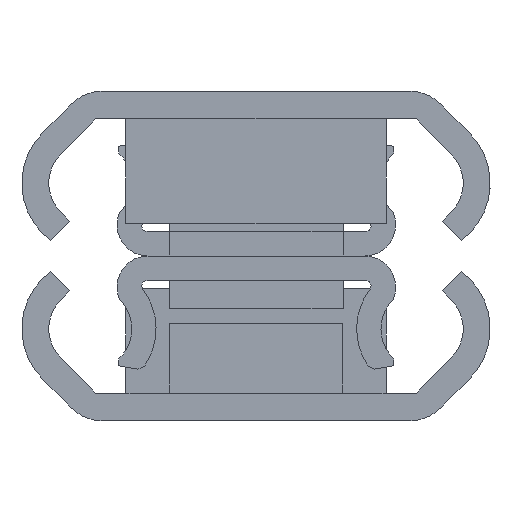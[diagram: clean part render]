
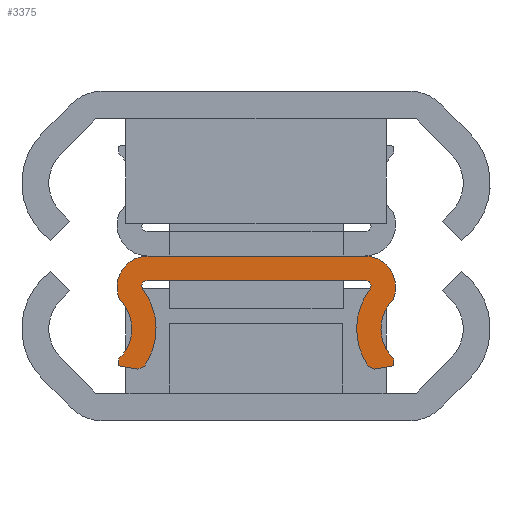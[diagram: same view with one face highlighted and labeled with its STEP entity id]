
A CAD part, left-side view. The second image highlights one B-rep face of the part: STEP entity #3375.
In plain terms, the highlighted planar face has unit normal (-1, 0, 0).
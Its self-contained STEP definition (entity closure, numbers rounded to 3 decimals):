
#37 = ORIENTED_EDGE ( 'NONE', *, *, #1883, .T. ) ;
#38 = ORIENTED_EDGE ( 'NONE', *, *, #707, .T. ) ;
#39 = ORIENTED_EDGE ( 'NONE', *, *, #3344, .T. ) ;
#40 = ORIENTED_EDGE ( 'NONE', *, *, #3342, .T. ) ;
#41 = ORIENTED_EDGE ( 'NONE', *, *, #3340, .T. ) ;
#42 = ORIENTED_EDGE ( 'NONE', *, *, #3338, .T. ) ;
#43 = ORIENTED_EDGE ( 'NONE', *, *, #3328, .T. ) ;
#44 = ORIENTED_EDGE ( 'NONE', *, *, #3722, .T. ) ;
#45 = ORIENTED_EDGE ( 'NONE', *, *, #3716, .T. ) ;
#46 = ORIENTED_EDGE ( 'NONE', *, *, #3753, .T. ) ;
#47 = ORIENTED_EDGE ( 'NONE', *, *, #1886, .T. ) ;
#48 = ORIENTED_EDGE ( 'NONE', *, *, #3669, .T. ) ;
#56 = ORIENTED_EDGE ( 'NONE', *, *, #3674, .T. ) ;
#68 = ORIENTED_EDGE ( 'NONE', *, *, #3719, .T. ) ;
#297 = ORIENTED_EDGE ( 'NONE', *, *, #3713, .T. ) ;
#298 = ORIENTED_EDGE ( 'NONE', *, *, #3671, .T. ) ;
#342 = CARTESIAN_POINT ( 'NONE',  ( -230.65, 6.831, -6.522 ) ) ;
#348 = CARTESIAN_POINT ( 'NONE',  ( -230.65, 7.931, -6.328 ) ) ;
#357 = CARTESIAN_POINT ( 'NONE',  ( -230.65, 7.931, -5.934 ) ) ;
#360 = CARTESIAN_POINT ( 'NONE',  ( -230.65, 7.879, -2.517 ) ) ;
#549 = DIRECTION ( 'NONE',  ( 0., 0., 1. ) ) ;
#550 = CARTESIAN_POINT ( 'NONE',  ( -230.65, -7.931, -5.934 ) ) ;
#596 = CARTESIAN_POINT ( 'NONE',  ( -230.65, 6.297, -1.4 ) ) ;
#608 = CARTESIAN_POINT ( 'NONE',  ( -230.65, -6.239, 0. ) ) ;
#615 = CARTESIAN_POINT ( 'NONE',  ( -230.65, -6.831, -6.522 ) ) ;
#616 = CARTESIAN_POINT ( 'NONE',  ( -230.65, -6.551, -1.914 ) ) ;
#617 = CARTESIAN_POINT ( 'NONE',  ( -230.65, 6.551, -1.914 ) ) ;
#618 = CARTESIAN_POINT ( 'NONE',  ( -230.65, -6.453, -6.35 ) ) ;
#619 = CARTESIAN_POINT ( 'NONE',  ( -230.65, -6.297, -1.4 ) ) ;
#625 = CARTESIAN_POINT ( 'NONE',  ( -230.65, -7.931, -6.328 ) ) ;
#627 = CARTESIAN_POINT ( 'NONE',  ( -230.65, -7.931, -5.934 ) ) ;
#629 = CARTESIAN_POINT ( 'NONE',  ( -230.65, -7.879, -2.517 ) ) ;
#642 = CARTESIAN_POINT ( 'NONE',  ( -230.65, 6.239, 0. ) ) ;
#660 = CARTESIAN_POINT ( 'NONE',  ( -230.65, 6.453, -6.35 ) ) ;
#707 = EDGE_CURVE ( 'NONE', #1174, #1175, #2198, .T. ) ;
#1080 = VECTOR ( 'NONE', #549, 1000. ) ;
#1150 = VERTEX_POINT ( 'NONE', #360 ) ;
#1152 = VERTEX_POINT ( 'NONE', #357 ) ;
#1154 = VERTEX_POINT ( 'NONE', #348 ) ;
#1156 = VERTEX_POINT ( 'NONE', #342 ) ;
#1158 = VERTEX_POINT ( 'NONE', #660 ) ;
#1160 = VERTEX_POINT ( 'NONE', #617 ) ;
#1163 = VERTEX_POINT ( 'NONE', #596 ) ;
#1170 = VERTEX_POINT ( 'NONE', #619 ) ;
#1171 = VERTEX_POINT ( 'NONE', #616 ) ;
#1172 = VERTEX_POINT ( 'NONE', #618 ) ;
#1173 = VERTEX_POINT ( 'NONE', #615 ) ;
#1174 = VERTEX_POINT ( 'NONE', #625 ) ;
#1175 = VERTEX_POINT ( 'NONE', #627 ) ;
#1176 = VERTEX_POINT ( 'NONE', #629 ) ;
#1181 = VERTEX_POINT ( 'NONE', #642 ) ;
#1184 = VERTEX_POINT ( 'NONE', #608 ) ;
#1416 = DIRECTION ( 'NONE',  ( 0., 0., 1. ) ) ;
#1417 = DIRECTION ( 'NONE',  ( -1., 0., 0. ) ) ;
#1418 = CARTESIAN_POINT ( 'NONE',  ( -230.65, 6.239, -1.793 ) ) ;
#1778 = DIRECTION ( 'NONE',  ( 1., 0., 0. ) ) ;
#1780 = CARTESIAN_POINT ( 'NONE',  ( -230.65, 9.561, -4.2 ) ) ;
#1784 = DIRECTION ( 'NONE',  ( 0., 0., -1. ) ) ;
#1785 = CARTESIAN_POINT ( 'NONE',  ( -230.65, 7.931, -5.934 ) ) ;
#1793 = DIRECTION ( 'NONE',  ( 0., 0., 1. ) ) ;
#1883 = EDGE_CURVE ( 'NONE', #1175, #1176, #2069, .T. ) ;
#1886 = EDGE_CURVE ( 'NONE', #1176, #1184, #2074, .T. ) ;
#2069 = CIRCLE ( 'NONE', #2072, 2.38 ) ;
#2072 = AXIS2_PLACEMENT_3D ( 'NONE', #3262, #3261, #3260 ) ;
#2074 = CIRCLE ( 'NONE', #2076, 1.793 ) ;
#2076 = AXIS2_PLACEMENT_3D ( 'NONE', #3255, #3254, #3253 ) ;
#2133 = EDGE_LOOP ( 'NONE', ( #47, #46, #48, #298, #56, #297, #45, #68, #44, #43, #42, #41, #40, #39, #38, #37 ) ) ;
#2198 = LINE ( 'NONE', #550, #1080 ) ;
#2417 = LINE ( 'NONE', #3972, #3555 ) ;
#2425 = LINE ( 'NONE', #3920, #3391 ) ;
#2427 = LINE ( 'NONE', #3916, #3396 ) ;
#2473 = FACE_OUTER_BOUND ( 'NONE', #2133, .T. ) ;
#2486 = LINE ( 'NONE', #1785, #3440 ) ;
#2523 = LINE ( 'NONE', #2683, #3583 ) ;
#2526 = LINE ( 'NONE', #2689, #3586 ) ;
#2559 = LINE ( 'NONE', #2786, #3629 ) ;
#2683 = CARTESIAN_POINT ( 'NONE',  ( -230.65, 7.931, -6.328 ) ) ;
#2684 = DIRECTION ( 'NONE',  ( 0., -0.985, -0.174 ) ) ;
#2689 = CARTESIAN_POINT ( 'NONE',  ( -230.65, 6.831, -6.522 ) ) ;
#2690 = DIRECTION ( 'NONE',  ( 0., -0.911, 0.412 ) ) ;
#2696 = CARTESIAN_POINT ( 'NONE',  ( -230.65, 9.561, -4.2 ) ) ;
#2697 = DIRECTION ( 'NONE',  ( -1., 0., 0. ) ) ;
#2698 = DIRECTION ( 'NONE',  ( 0., 0., 1. ) ) ;
#2704 = CARTESIAN_POINT ( 'NONE',  ( -230.65, 6.297, -1.72 ) ) ;
#2705 = DIRECTION ( 'NONE',  ( 1., 0., 0. ) ) ;
#2706 = DIRECTION ( 'NONE',  ( 0., 0., 1. ) ) ;
#2786 = CARTESIAN_POINT ( 'NONE',  ( -230.65, 9.592, 0. ) ) ;
#2787 = DIRECTION ( 'NONE',  ( 0., 1., 0. ) ) ;
#3253 = DIRECTION ( 'NONE',  ( 0., 0., 1. ) ) ;
#3254 = DIRECTION ( 'NONE',  ( -1., 0., 0. ) ) ;
#3255 = CARTESIAN_POINT ( 'NONE',  ( -230.65, -6.239, -1.793 ) ) ;
#3260 = DIRECTION ( 'NONE',  ( 0., 0., 1. ) ) ;
#3261 = DIRECTION ( 'NONE',  ( 1., 0., 0. ) ) ;
#3262 = CARTESIAN_POINT ( 'NONE',  ( -230.65, -9.561, -4.2 ) ) ;
#3328 = EDGE_CURVE ( 'NONE', #1163, #1170, #2417, .T. ) ;
#3338 = EDGE_CURVE ( 'NONE', #1170, #1171, #3536, .T. ) ;
#3340 = EDGE_CURVE ( 'NONE', #1171, #1172, #3387, .T. ) ;
#3342 = EDGE_CURVE ( 'NONE', #1172, #1173, #2425, .T. ) ;
#3344 = EDGE_CURVE ( 'NONE', #1173, #1174, #2427, .T. ) ;
#3375 = ADVANCED_FACE ( 'NONE', ( #2473 ), #3793, .T. ) ;
#3386 = AXIS2_PLACEMENT_3D ( 'NONE', #3937, #3936, #3934 ) ;
#3387 = CIRCLE ( 'NONE', #3389, 3.78 ) ;
#3389 = AXIS2_PLACEMENT_3D ( 'NONE', #3929, #3928, #3927 ) ;
#3391 = VECTOR ( 'NONE', #3919, 1000. ) ;
#3396 = VECTOR ( 'NONE', #3915, 1000. ) ;
#3420 = CIRCLE ( 'NONE', #3434, 1.793 ) ;
#3425 = AXIS2_PLACEMENT_3D ( 'NONE', #3792, #3791, #3790 ) ;
#3433 = CIRCLE ( 'NONE', #3437, 2.38 ) ;
#3434 = AXIS2_PLACEMENT_3D ( 'NONE', #1418, #1417, #1416 ) ;
#3437 = AXIS2_PLACEMENT_3D ( 'NONE', #1780, #1778, #1793 ) ;
#3440 = VECTOR ( 'NONE', #1784, 1000. ) ;
#3449 = CIRCLE ( 'NONE', #3591, 3.78 ) ;
#3536 = CIRCLE ( 'NONE', #3386, 0.32 ) ;
#3555 = VECTOR ( 'NONE', #3970, 1000. ) ;
#3583 = VECTOR ( 'NONE', #2684, 1000. ) ;
#3586 = VECTOR ( 'NONE', #2690, 1000. ) ;
#3590 = CIRCLE ( 'NONE', #3595, 0.32 ) ;
#3591 = AXIS2_PLACEMENT_3D ( 'NONE', #2696, #2697, #2698 ) ;
#3595 = AXIS2_PLACEMENT_3D ( 'NONE', #2704, #2705, #2706 ) ;
#3629 = VECTOR ( 'NONE', #2787, 1000. ) ;
#3669 = EDGE_CURVE ( 'NONE', #1181, #1150, #3420, .T. ) ;
#3671 = EDGE_CURVE ( 'NONE', #1150, #1152, #3433, .T. ) ;
#3674 = EDGE_CURVE ( 'NONE', #1152, #1154, #2486, .T. ) ;
#3713 = EDGE_CURVE ( 'NONE', #1154, #1156, #2523, .T. ) ;
#3716 = EDGE_CURVE ( 'NONE', #1156, #1158, #2526, .T. ) ;
#3719 = EDGE_CURVE ( 'NONE', #1158, #1160, #3449, .T. ) ;
#3722 = EDGE_CURVE ( 'NONE', #1160, #1163, #3590, .T. ) ;
#3753 = EDGE_CURVE ( 'NONE', #1184, #1181, #2559, .T. ) ;
#3790 = DIRECTION ( 'NONE',  ( 0., 0., 1. ) ) ;
#3791 = DIRECTION ( 'NONE',  ( -1., 0., 0. ) ) ;
#3792 = CARTESIAN_POINT ( 'NONE',  ( -230.65, 9.592, -6.999 ) ) ;
#3793 = PLANE ( 'NONE',  #3425 ) ;
#3915 = DIRECTION ( 'NONE',  ( 0., -0.985, 0.174 ) ) ;
#3916 = CARTESIAN_POINT ( 'NONE',  ( -230.65, -7.931, -6.328 ) ) ;
#3919 = DIRECTION ( 'NONE',  ( 0., -0.911, -0.412 ) ) ;
#3920 = CARTESIAN_POINT ( 'NONE',  ( -230.65, -6.831, -6.522 ) ) ;
#3927 = DIRECTION ( 'NONE',  ( 0., 0., 1. ) ) ;
#3928 = DIRECTION ( 'NONE',  ( -1., 0., 0. ) ) ;
#3929 = CARTESIAN_POINT ( 'NONE',  ( -230.65, -9.561, -4.2 ) ) ;
#3934 = DIRECTION ( 'NONE',  ( 0., 0., 1. ) ) ;
#3936 = DIRECTION ( 'NONE',  ( 1., 0., 0. ) ) ;
#3937 = CARTESIAN_POINT ( 'NONE',  ( -230.65, -6.297, -1.72 ) ) ;
#3970 = DIRECTION ( 'NONE',  ( 0., -1., 0. ) ) ;
#3972 = CARTESIAN_POINT ( 'NONE',  ( -230.65, 6.297, -1.4 ) ) ;
